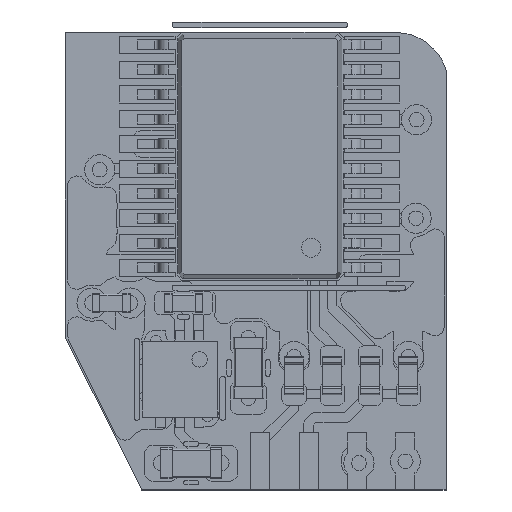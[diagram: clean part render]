
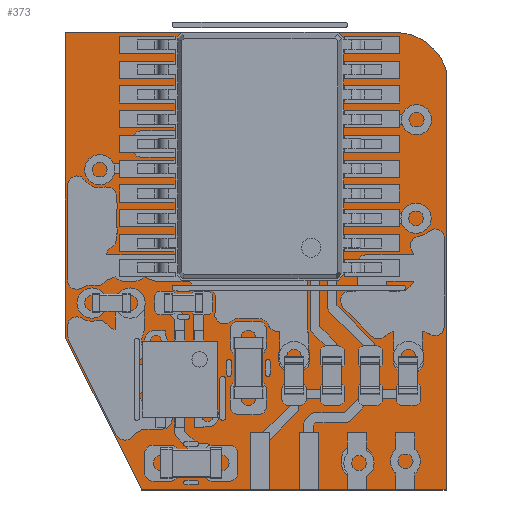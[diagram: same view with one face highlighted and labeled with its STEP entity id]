
A CAD part, top view. The second image highlights one B-rep face of the part: STEP entity #373.
In plain terms, the highlighted planar face has unit normal (0, 0, 1).
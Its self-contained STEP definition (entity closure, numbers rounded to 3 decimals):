
#97 = VERTEX_POINT('',#98);
#98 = CARTESIAN_POINT('',(14.,4.485,0.));
#115 = VERTEX_POINT('',#116);
#116 = CARTESIAN_POINT('',(14.,-5.5,0.));
#122 = EDGE_CURVE('',#97,#115,#123,.T.);
#123 = LINE('',#124,#125);
#124 = CARTESIAN_POINT('',(14.,4.485,0.));
#125 = VECTOR('',#126,1.);
#126 = DIRECTION('',(0.,-1.,0.));
#146 = VERTEX_POINT('',#147);
#147 = CARTESIAN_POINT('',(14.,-6.5,0.));
#153 = EDGE_CURVE('',#115,#146,#154,.T.);
#154 = LINE('',#155,#156);
#155 = CARTESIAN_POINT('',(14.,-5.5,0.));
#156 = VECTOR('',#157,1.);
#157 = DIRECTION('',(0.,-1.,0.));
#177 = VERTEX_POINT('',#178);
#178 = CARTESIAN_POINT('',(13.9,-6.5,0.));
#184 = EDGE_CURVE('',#146,#177,#185,.T.);
#185 = LINE('',#186,#187);
#186 = CARTESIAN_POINT('',(14.,-6.5,0.));
#187 = VECTOR('',#188,1.);
#188 = DIRECTION('',(-1.,0.,0.));
#208 = VERTEX_POINT('',#209);
#209 = CARTESIAN_POINT('',(6.,-6.5,0.));
#215 = EDGE_CURVE('',#177,#208,#216,.T.);
#216 = LINE('',#217,#218);
#217 = CARTESIAN_POINT('',(13.9,-6.5,0.));
#218 = VECTOR('',#219,1.);
#219 = DIRECTION('',(-1.,0.,0.));
#239 = VERTEX_POINT('',#240);
#240 = CARTESIAN_POINT('',(4.,-2.5,0.));
#246 = EDGE_CURVE('',#208,#239,#247,.T.);
#247 = LINE('',#248,#249);
#248 = CARTESIAN_POINT('',(6.,-6.5,0.));
#249 = VECTOR('',#250,1.);
#250 = DIRECTION('',(-0.447,0.894,0.));
#270 = VERTEX_POINT('',#271);
#271 = CARTESIAN_POINT('',(4.,5.5,0.));
#277 = EDGE_CURVE('',#239,#270,#278,.T.);
#278 = LINE('',#279,#280);
#279 = CARTESIAN_POINT('',(4.,-2.5,0.));
#280 = VECTOR('',#281,1.);
#281 = DIRECTION('',(0.,1.,0.));
#292 = VERTEX_POINT('',#293);
#293 = CARTESIAN_POINT('',(10.5,5.5,0.));
#308 = EDGE_CURVE('',#292,#270,#309,.T.);
#309 = LINE('',#310,#311);
#310 = CARTESIAN_POINT('',(10.5,5.5,0.));
#311 = VECTOR('',#312,1.);
#312 = DIRECTION('',(-1.,0.,0.));
#332 = VERTEX_POINT('',#333);
#333 = CARTESIAN_POINT('',(12.654,5.5,0.));
#339 = EDGE_CURVE('',#292,#332,#340,.T.);
#340 = LINE('',#341,#342);
#341 = CARTESIAN_POINT('',(10.5,5.5,0.));
#342 = VECTOR('',#343,1.);
#343 = DIRECTION('',(1.,0.,0.));
#362 = EDGE_CURVE('',#97,#332,#363,.T.);
#363 = CIRCLE('',#364,1.4);
#364 = AXIS2_PLACEMENT_3D('',#365,#366,#367);
#365 = CARTESIAN_POINT('',(12.654,4.1,0.));
#366 = DIRECTION('',(0.,0.,1.));
#367 = DIRECTION('',(1.,0.,0.));
#373 = ADVANCED_FACE('',(#374),#385,.F.);
#374 = FACE_BOUND('',#375,.F.);
#375 = EDGE_LOOP('',(#376,#377,#378,#379,#380,#381,#382,#383,#384));
#376 = ORIENTED_EDGE('',*,*,#122,.T.);
#377 = ORIENTED_EDGE('',*,*,#153,.T.);
#378 = ORIENTED_EDGE('',*,*,#184,.T.);
#379 = ORIENTED_EDGE('',*,*,#215,.T.);
#380 = ORIENTED_EDGE('',*,*,#246,.T.);
#381 = ORIENTED_EDGE('',*,*,#277,.T.);
#382 = ORIENTED_EDGE('',*,*,#308,.F.);
#383 = ORIENTED_EDGE('',*,*,#339,.T.);
#384 = ORIENTED_EDGE('',*,*,#362,.F.);
#385 = PLANE('',#386);
#386 = AXIS2_PLACEMENT_3D('',#387,#388,#389);
#387 = CARTESIAN_POINT('',(9.171,-0.344,0.));
#388 = DIRECTION('',(-0.,-0.,-1.));
#389 = DIRECTION('',(-1.,0.,0.));
